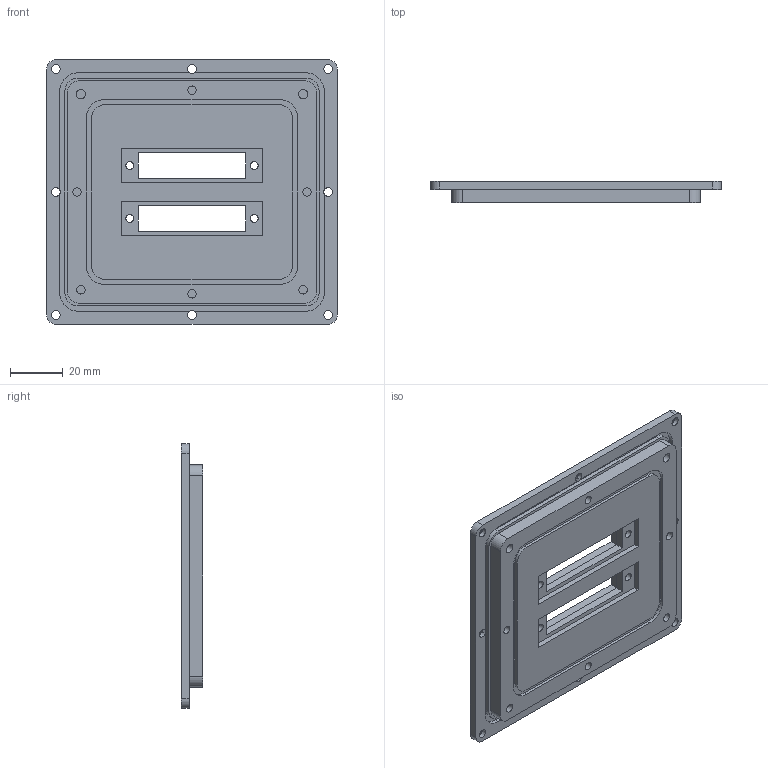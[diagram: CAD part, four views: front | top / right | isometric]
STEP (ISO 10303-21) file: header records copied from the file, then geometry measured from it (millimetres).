
FILE_DESCRIPTION(/* description */ (''),/* implementation_level */ '2;1');
FILE_NAME(/* name */ 'sub_d_lower.step',/* time_stamp */ '2022-01-28T12:03:59+01:00',/* author */ (''),/* organization */ (''),/* preprocessor_version */ 'ST-DEVELOPER v18.1',/* originating_system */ 'Autodesk Translation Framework v10.13.0.1454',/* authorisation */ '');
FILE_SCHEMA (('AUTOMOTIVE_DESIGN { 1 0 10303 214 3 1 1 }'));
Length unit declared in the file: millimetre
Products named in the file (1): sub_d_lower
Bounding box: 110 x 8 x 100 mm (x, y, z)
Volume: 62112.5 mm3; surface area: 41518.7 mm2
Topology: 2 solids, 2 shells, 126 faces, 344 edges, 224 vertices
Faces by surface type: plane 62, cylinder 48, cone 16
Full cylindrical faces by diameter (mm): 3 x8, 3.2 x6, 3.3 x8, 3.5 x2
Entity records: 4144 total; most frequent: DIRECTION 718, CARTESIAN_POINT 695, ORIENTED_EDGE 688, EDGE_CURVE 344, AXIS2_PLACEMENT_3D 247, LINE 224, VECTOR 224, VERTEX_POINT 224
